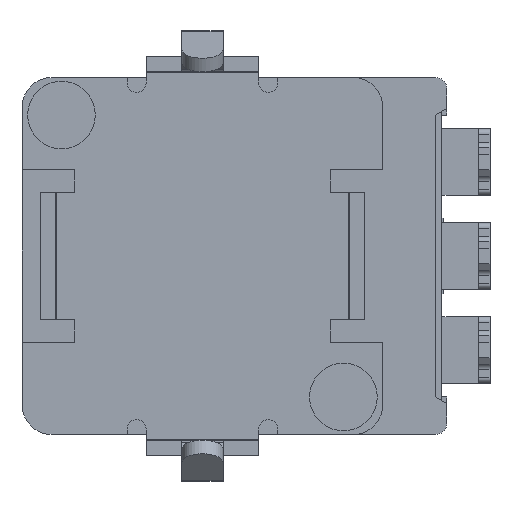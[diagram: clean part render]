
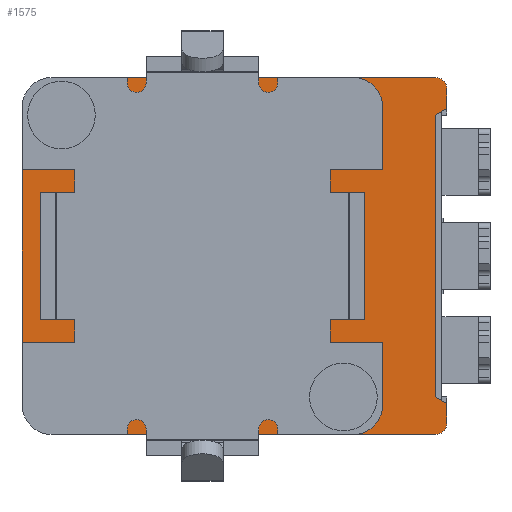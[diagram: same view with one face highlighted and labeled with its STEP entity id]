
A CAD part, left-side view. The second image highlights one B-rep face of the part: STEP entity #1575.
In plain terms, the highlighted face is planar.
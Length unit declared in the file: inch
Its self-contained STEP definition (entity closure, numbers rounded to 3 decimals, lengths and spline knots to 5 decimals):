
#87 = EDGE_CURVE ( 'NONE', #438, #5643, #16304, .T. ) ;
#283 = DIRECTION ( 'NONE',  ( 0., 0., 1. ) ) ;
#328 = VECTOR ( 'NONE', #10162, 39.37008 ) ;
#438 = VERTEX_POINT ( 'NONE', #15096 ) ;
#445 = ORIENTED_EDGE ( 'NONE', *, *, #21930, .F. ) ;
#476 = VERTEX_POINT ( 'NONE', #1789 ) ;
#584 = DIRECTION ( 'NONE',  ( 0., 0., -1. ) ) ;
#677 = CARTESIAN_POINT ( 'NONE',  ( 0.22639, 0.27815, -0.22244 ) ) ;
#753 = ORIENTED_EDGE ( 'NONE', *, *, #4429, .T. ) ;
#875 = AXIS2_PLACEMENT_3D ( 'NONE', #19213, #5233, #8882 ) ;
#906 = FACE_BOUND ( 'NONE', #18866, .T. ) ;
#1047 = DIRECTION ( 'NONE',  ( 0., 0., 1. ) ) ;
#1060 = AXIS2_PLACEMENT_3D ( 'NONE', #19446, #3518, #21018 ) ;
#1298 = EDGE_CURVE ( 'NONE', #4314, #17462, #18781, .T. ) ;
#1317 = CARTESIAN_POINT ( 'NONE',  ( 0.21851, 0.27815, 0.21063 ) ) ;
#1478 = VERTEX_POINT ( 'NONE', #15953 ) ;
#1575 = ADVANCED_FACE ( 'NONE', ( #14361, #906, #14879 ), #21280, .F. ) ;
#1789 = CARTESIAN_POINT ( 'NONE',  ( -0.08358, 0.27815, 0.22244 ) ) ;
#1847 = VECTOR ( 'NONE', #2119, 39.37008 ) ;
#2073 = ORIENTED_EDGE ( 'NONE', *, *, #19274, .F. ) ;
#2119 = DIRECTION ( 'NONE',  ( 1., 0., 0. ) ) ;
#2619 = AXIS2_PLACEMENT_3D ( 'NONE', #4994, #8183, #8288 ) ;
#2694 = VERTEX_POINT ( 'NONE', #5440 ) ;
#2709 = ORIENTED_EDGE ( 'NONE', *, *, #11132, .F. ) ;
#3031 = LINE ( 'NONE', #17244, #5607 ) ;
#3206 = CARTESIAN_POINT ( 'NONE',  ( -0.11613, 0.27815, 0.22244 ) ) ;
#3236 = EDGE_CURVE ( 'NONE', #2694, #5643, #9179, .T. ) ;
#3518 = DIRECTION ( 'NONE',  ( 0., 1., 0. ) ) ;
#3804 = CARTESIAN_POINT ( 'NONE',  ( -0.07676, 0.27815, 0.21063 ) ) ;
#3973 = CARTESIAN_POINT ( 'NONE',  ( -0.11613, 0.27815, -0.19094 ) ) ;
#4257 = CARTESIAN_POINT ( 'NONE',  ( 0.22533, 0.27815, 0.22244 ) ) ;
#4314 = VERTEX_POINT ( 'NONE', #4319 ) ;
#4319 = CARTESIAN_POINT ( 'NONE',  ( -0.11613, 0.27815, 0.21063 ) ) ;
#4429 = EDGE_CURVE ( 'NONE', #4314, #13755, #17896, .T. ) ;
#4459 = CIRCLE ( 'NONE', #19407, 0.0315 ) ;
#4682 = ORIENTED_EDGE ( 'NONE', *, *, #6609, .F. ) ;
#4882 = EDGE_CURVE ( 'NONE', #20620, #8982, #19342, .T. ) ;
#4994 = CARTESIAN_POINT ( 'NONE',  ( -0.10432, 0.27815, 0.21063 ) ) ;
#5233 = DIRECTION ( 'NONE',  ( 0., 1., 0. ) ) ;
#5310 = EDGE_LOOP ( 'NONE', ( #6548, #753, #13616, #445, #2073, #7221, #16368, #19356, #14780, #7670, #7063, #9798 ) ) ;
#5440 = CARTESIAN_POINT ( 'NONE',  ( -0.08463, 0.27815, -0.22244 ) ) ;
#5526 = CARTESIAN_POINT ( 'NONE',  ( -0.11613, 0.27815, -0.22244 ) ) ;
#5607 = VECTOR ( 'NONE', #6751, 39.37008 ) ;
#5643 = VERTEX_POINT ( 'NONE', #677 ) ;
#5702 = CARTESIAN_POINT ( 'NONE',  ( 0.07088, 0.27815, -0.03346 ) ) ;
#5775 = AXIS2_PLACEMENT_3D ( 'NONE', #5702, #11467, #7820 ) ;
#5783 = VERTEX_POINT ( 'NONE', #9898 ) ;
#5906 = AXIS2_PLACEMENT_3D ( 'NONE', #8692, #6744, #20617 ) ;
#5936 = CARTESIAN_POINT ( 'NONE',  ( -0.10432, 0.27815, 0.22244 ) ) ;
#5977 = ORIENTED_EDGE ( 'NONE', *, *, #4882, .F. ) ;
#6020 = CARTESIAN_POINT ( 'NONE',  ( -0.08463, 0.27815, -0.19094 ) ) ;
#6157 = EDGE_CURVE ( 'NONE', #438, #5783, #14470, .T. ) ;
#6513 = CARTESIAN_POINT ( 'NONE',  ( -0.07676, 0.27815, 0.1378 ) ) ;
#6530 = EDGE_CURVE ( 'NONE', #2694, #17462, #4459, .T. ) ;
#6548 = ORIENTED_EDGE ( 'NONE', *, *, #1298, .F. ) ;
#6609 = EDGE_CURVE ( 'NONE', #18837, #21794, #7367, .T. ) ;
#6744 = DIRECTION ( 'NONE',  ( 0., 1., 0. ) ) ;
#6751 = DIRECTION ( 'NONE',  ( -1., 0., 0. ) ) ;
#6781 = CARTESIAN_POINT ( 'NONE',  ( 0.21851, 0.27815, -0.15748 ) ) ;
#7063 = ORIENTED_EDGE ( 'NONE', *, *, #3236, .F. ) ;
#7221 = ORIENTED_EDGE ( 'NONE', *, *, #16529, .F. ) ;
#7299 = DIRECTION ( 'NONE',  ( 0., 1., 0. ) ) ;
#7367 = CIRCLE ( 'NONE', #18319, 0.02362 ) ;
#7670 = ORIENTED_EDGE ( 'NONE', *, *, #87, .T. ) ;
#7724 = DIRECTION ( 'NONE',  ( 0., 1., 0. ) ) ;
#7820 = DIRECTION ( 'NONE',  ( 0., 0., -1. ) ) ;
#8183 = DIRECTION ( 'NONE',  ( 0., 1., 0. ) ) ;
#8288 = DIRECTION ( 'NONE',  ( 0., 0., -1. ) ) ;
#8692 = CARTESIAN_POINT ( 'NONE',  ( -0.07676, 0.27815, 0.11417 ) ) ;
#8827 = CARTESIAN_POINT ( 'NONE',  ( 0.24607, 0.27815, 0.22244 ) ) ;
#8882 = DIRECTION ( 'NONE',  ( 0., 0., 1. ) ) ;
#8982 = VERTEX_POINT ( 'NONE', #6513 ) ;
#9179 = LINE ( 'NONE', #5526, #1847 ) ;
#9406 = LINE ( 'NONE', #16342, #11953 ) ;
#9587 = CIRCLE ( 'NONE', #18642, 0.01181 ) ;
#9731 = DIRECTION ( 'NONE',  ( -0.5, 0., -0.866 ) ) ;
#9798 = ORIENTED_EDGE ( 'NONE', *, *, #6530, .T. ) ;
#9898 = CARTESIAN_POINT ( 'NONE',  ( 0.25788, 0.27815, 0.21063 ) ) ;
#10162 = DIRECTION ( 'NONE',  ( 0., 0., -1. ) ) ;
#10213 = VERTEX_POINT ( 'NONE', #3804 ) ;
#10795 = LINE ( 'NONE', #11016, #22078 ) ;
#10961 = VECTOR ( 'NONE', #9731, 39.37008 ) ;
#11016 = CARTESIAN_POINT ( 'NONE',  ( 0.25788, 0.27815, 0.22244 ) ) ;
#11132 = EDGE_CURVE ( 'NONE', #21794, #18837, #19346, .T. ) ;
#11318 = LINE ( 'NONE', #4257, #10961 ) ;
#11467 = DIRECTION ( 'NONE',  ( 0., -1., 0. ) ) ;
#11953 = VECTOR ( 'NONE', #12930, 39.37008 ) ;
#11968 = EDGE_CURVE ( 'NONE', #20714, #5783, #9587, .T. ) ;
#12603 = CARTESIAN_POINT ( 'NONE',  ( -0.07676, 0.27815, 0.21063 ) ) ;
#12864 = DIRECTION ( 'NONE',  ( 0., 1., 0. ) ) ;
#12930 = DIRECTION ( 'NONE',  ( -1., 0., 0. ) ) ;
#13098 = EDGE_CURVE ( 'NONE', #20714, #1478, #3031, .T. ) ;
#13616 = ORIENTED_EDGE ( 'NONE', *, *, #18923, .F. ) ;
#13715 = AXIS2_PLACEMENT_3D ( 'NONE', #15775, #21206, #283 ) ;
#13737 = CARTESIAN_POINT ( 'NONE',  ( 0.21851, 0.27815, -0.20472 ) ) ;
#13755 = VERTEX_POINT ( 'NONE', #5936 ) ;
#14130 = CARTESIAN_POINT ( 'NONE',  ( 0.24607, 0.27815, 0.21063 ) ) ;
#14195 = DIRECTION ( 'NONE',  ( -1., 0., 0. ) ) ;
#14252 = DIRECTION ( 'NONE',  ( 0., 0., -1. ) ) ;
#14361 = FACE_BOUND ( 'NONE', #20971, .T. ) ;
#14470 = LINE ( 'NONE', #16629, #20112 ) ;
#14780 = ORIENTED_EDGE ( 'NONE', *, *, #6157, .F. ) ;
#14879 = FACE_OUTER_BOUND ( 'NONE', #5310, .T. ) ;
#14892 = DIRECTION ( 'NONE',  ( 0., 0., 1. ) ) ;
#15096 = CARTESIAN_POINT ( 'NONE',  ( 0.25788, 0.27815, -0.19094 ) ) ;
#15775 = CARTESIAN_POINT ( 'NONE',  ( -0.07676, 0.27815, 0.11417 ) ) ;
#15879 = CARTESIAN_POINT ( 'NONE',  ( -0.07676, 0.27815, 0.09055 ) ) ;
#15953 = CARTESIAN_POINT ( 'NONE',  ( 0.22533, 0.27815, 0.22244 ) ) ;
#16035 = VECTOR ( 'NONE', #21341, 39.37008 ) ;
#16243 = LINE ( 'NONE', #12603, #16035 ) ;
#16268 = CARTESIAN_POINT ( 'NONE',  ( 0.21851, 0.27815, -0.1811 ) ) ;
#16304 = CIRCLE ( 'NONE', #1060, 0.0315 ) ;
#16342 = CARTESIAN_POINT ( 'NONE',  ( 0.21851, 0.27815, 0.21063 ) ) ;
#16368 = ORIENTED_EDGE ( 'NONE', *, *, #13098, .F. ) ;
#16529 = EDGE_CURVE ( 'NONE', #1478, #19419, #11318, .T. ) ;
#16629 = CARTESIAN_POINT ( 'NONE',  ( 0.25788, 0.27815, -0.22244 ) ) ;
#17146 = ORIENTED_EDGE ( 'NONE', *, *, #18274, .F. ) ;
#17244 = CARTESIAN_POINT ( 'NONE',  ( 0.25788, 0.27815, 0.22244 ) ) ;
#17462 = VERTEX_POINT ( 'NONE', #3973 ) ;
#17896 = CIRCLE ( 'NONE', #2619, 0.01181 ) ;
#18274 = EDGE_CURVE ( 'NONE', #8982, #20620, #20596, .T. ) ;
#18319 = AXIS2_PLACEMENT_3D ( 'NONE', #16268, #12864, #14892 ) ;
#18642 = AXIS2_PLACEMENT_3D ( 'NONE', #14130, #7299, #14252 ) ;
#18781 = LINE ( 'NONE', #3206, #328 ) ;
#18837 = VERTEX_POINT ( 'NONE', #13737 ) ;
#18866 = EDGE_LOOP ( 'NONE', ( #17146, #5977 ) ) ;
#18923 = EDGE_CURVE ( 'NONE', #476, #13755, #10795, .T. ) ;
#19213 = CARTESIAN_POINT ( 'NONE',  ( 0.21851, 0.27815, -0.1811 ) ) ;
#19274 = EDGE_CURVE ( 'NONE', #19419, #10213, #9406, .T. ) ;
#19342 = CIRCLE ( 'NONE', #5906, 0.02362 ) ;
#19346 = CIRCLE ( 'NONE', #875, 0.02362 ) ;
#19356 = ORIENTED_EDGE ( 'NONE', *, *, #11968, .T. ) ;
#19407 = AXIS2_PLACEMENT_3D ( 'NONE', #6020, #7724, #584 ) ;
#19419 = VERTEX_POINT ( 'NONE', #1317 ) ;
#19446 = CARTESIAN_POINT ( 'NONE',  ( 0.22639, 0.27815, -0.19094 ) ) ;
#20112 = VECTOR ( 'NONE', #1047, 39.37008 ) ;
#20596 = CIRCLE ( 'NONE', #13715, 0.02362 ) ;
#20617 = DIRECTION ( 'NONE',  ( 0., 0., 1. ) ) ;
#20620 = VERTEX_POINT ( 'NONE', #15879 ) ;
#20714 = VERTEX_POINT ( 'NONE', #8827 ) ;
#20971 = EDGE_LOOP ( 'NONE', ( #2709, #4682 ) ) ;
#21018 = DIRECTION ( 'NONE',  ( 0., 0., 1. ) ) ;
#21206 = DIRECTION ( 'NONE',  ( 0., 1., 0. ) ) ;
#21280 = PLANE ( 'NONE',  #5775 ) ;
#21341 = DIRECTION ( 'NONE',  ( -0.5, 0., 0.866 ) ) ;
#21794 = VERTEX_POINT ( 'NONE', #6781 ) ;
#21930 = EDGE_CURVE ( 'NONE', #10213, #476, #16243, .T. ) ;
#22078 = VECTOR ( 'NONE', #14195, 39.37008 ) ;
